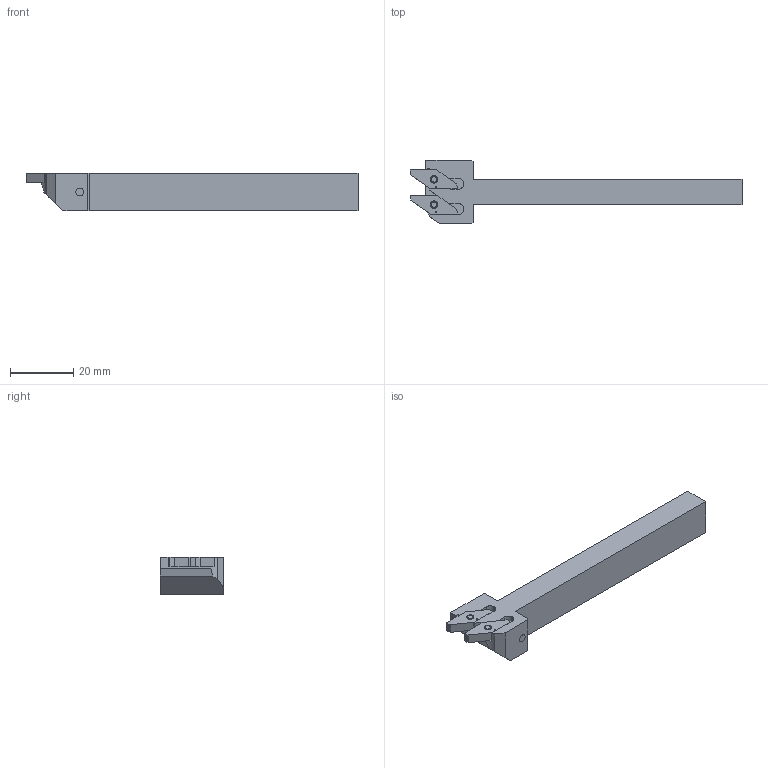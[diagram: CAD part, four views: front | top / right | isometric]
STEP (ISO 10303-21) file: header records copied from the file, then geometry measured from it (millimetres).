
FILE_DESCRIPTION (( 'STEP AP214' ), '1' );
FILE_NAME ('CUT-695-17.STEP', '2017-05-02T07:49:44', ( '' ), ( '' ), 'SwSTEP 2.0', 'SolidWorks 2016', '' );
FILE_SCHEMA (( 'AUTOMOTIVE_DESIGN' ));
Length unit declared in the file: millimetre
Products named in the file (1): CUT-695-17
Bounding box: 105 x 20 x 12 mm (x, y, z)
Volume: 11275.3 mm3; surface area: 4928.8 mm2
Topology: 1 solids, 1 shells, 100 faces, 276 edges, 185 vertices
Faces by surface type: plane 85, cylinder 11, cone 4
Entity records: 3766 total; most frequent: CARTESIAN_POINT 568, DIRECTION 556, ORIENTED_EDGE 552, EDGE_CURVE 276, VECTOR 194, LINE 194, VERTEX_POINT 185, AXIS2_PLACEMENT_3D 181
